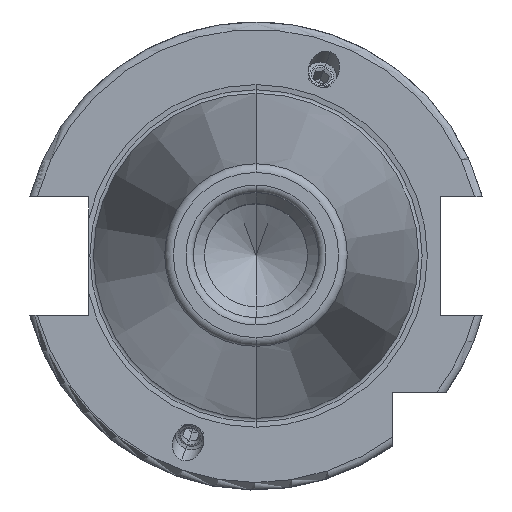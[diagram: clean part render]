
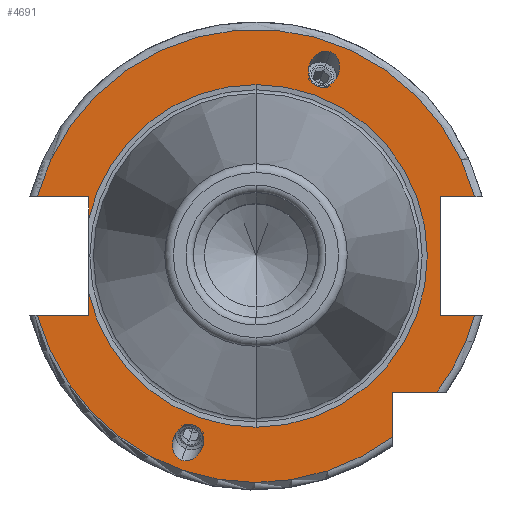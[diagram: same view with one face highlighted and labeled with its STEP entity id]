
A CAD part, top view. The second image highlights one B-rep face of the part: STEP entity #4691.
In plain terms, the highlighted planar face has unit normal (0, 0, 1).
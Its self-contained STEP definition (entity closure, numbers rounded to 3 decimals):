
#301=CARTESIAN_POINT('',(0,0,18.1));
#302=DIRECTION('',(0,0,1));
#303=DIRECTION('',(0,1,0));
#304=AXIS2_PLACEMENT_3D('',#301,#302,#303);
#314=CARTESIAN_POINT('',(0,0,18.1));
#315=DIRECTION('',(0,0,1));
#316=DIRECTION('',(-0.976,-0.22,0));
#317=AXIS2_PLACEMENT_3D('',#314,#315,#316);
#1325=CARTESIAN_POINT('',(0,0,18.1));
#1326=DIRECTION('',(0,0,1));
#1327=DIRECTION('',(0.965,0.262,0));
#1328=AXIS2_PLACEMENT_3D('',#1325,#1326,#1327);
#1376=CARTESIAN_POINT('',(0,0,18.1));
#1377=DIRECTION('',(0,0,1));
#1378=DIRECTION('',(-0.965,-0.262,0));
#1379=AXIS2_PLACEMENT_3D('',#1376,#1377,#1378);
#1392=DIRECTION('',(1,0,0));
#1393=VECTOR('',#1392,7.004);
#1394=CARTESIAN_POINT('',(-29.704,-8.05,18.1));
#1395=LINE('',#1394,#1393);
#1396=DIRECTION('',(0,1,0));
#1397=VECTOR('',#1396,2.939);
#1398=CARTESIAN_POINT('',(-22.7,-8.05,18.1));
#1399=LINE('',#1398,#1397);
#1400=DIRECTION('',(0,1,0));
#1401=VECTOR('',#1400,2.939);
#1402=CARTESIAN_POINT('',(-22.7,5.111,18.1));
#1403=LINE('',#1402,#1401);
#1404=DIRECTION('',(1,0,0));
#1405=VECTOR('',#1404,7.004);
#1406=CARTESIAN_POINT('',(-29.704,8.05,18.1));
#1407=LINE('',#1406,#1405);
#1408=DIRECTION('',(-1,0,0));
#1409=VECTOR('',#1408,4.704);
#1410=CARTESIAN_POINT('',(29.704,8.05,18.1));
#1411=LINE('',#1410,#1409);
#1412=DIRECTION('',(0,-1,0));
#1413=VECTOR('',#1412,16.1);
#1414=CARTESIAN_POINT('',(25,8.05,18.1));
#1415=LINE('',#1414,#1413);
#1416=DIRECTION('',(-1,0,0));
#1417=VECTOR('',#1416,4.704);
#1418=CARTESIAN_POINT('',(29.704,-8.05,18.1));
#1419=LINE('',#1418,#1417);
#1420=CARTESIAN_POINT('',(0,0,18.1));
#1421=DIRECTION('',(0,0,1));
#1422=DIRECTION('',(0.799,-0.601,0));
#1423=AXIS2_PLACEMENT_3D('',#1420,#1421,#1422);
#1425=DIRECTION('',(-1,0,0));
#1426=VECTOR('',#1425,6.094);
#1427=CARTESIAN_POINT('',(24.594,-18.5,18.1));
#1428=LINE('',#1427,#1426);
#1429=DIRECTION('',(0,1,0));
#1430=VECTOR('',#1429,6.094);
#1431=CARTESIAN_POINT('',(18.5,-24.594,18.1));
#1432=LINE('',#1431,#1430);
#1433=CARTESIAN_POINT('',(8.379,23.02,18.1));
#1434=CARTESIAN_POINT('',(8.152,23.103,18.1));
#1435=CARTESIAN_POINT('',(7.698,23.381,18.1));
#1436=CARTESIAN_POINT('',(7.208,24.17,18.1));
#1437=CARTESIAN_POINT('',(7.094,25.,18.1));
#1438=CARTESIAN_POINT('',(7.174,25.641,18.1));
#1439=CARTESIAN_POINT('',(7.298,26.077,18.1));
#1440=CARTESIAN_POINT('',(7.483,26.49,18.1));
#1441=CARTESIAN_POINT('',(7.834,27.033,18.1));
#1442=CARTESIAN_POINT('',(8.455,27.594,18.1));
#1443=CARTESIAN_POINT('',(9.337,27.884,18.1));
#1444=CARTESIAN_POINT('',(9.863,27.806,18.1));
#1445=CARTESIAN_POINT('',(10.09,27.723,18.1));
#1447=CARTESIAN_POINT('',(10.09,27.723,18.1));
#1448=CARTESIAN_POINT('',(10.318,27.641,18.1));
#1449=CARTESIAN_POINT('',(10.771,27.362,18.1));
#1450=CARTESIAN_POINT('',(11.261,26.573,18.1));
#1451=CARTESIAN_POINT('',(11.375,25.744,18.1));
#1452=CARTESIAN_POINT('',(11.295,25.103,18.1));
#1453=CARTESIAN_POINT('',(11.171,24.667,18.1));
#1454=CARTESIAN_POINT('',(10.986,24.253,18.1));
#1455=CARTESIAN_POINT('',(10.635,23.711,18.1));
#1456=CARTESIAN_POINT('',(10.014,23.149,18.1));
#1457=CARTESIAN_POINT('',(9.133,22.859,18.1));
#1458=CARTESIAN_POINT('',(8.606,22.937,18.1));
#1459=CARTESIAN_POINT('',(8.379,23.02,18.1));
#1461=CARTESIAN_POINT('',(-8.379,-23.02,18.1));
#1462=CARTESIAN_POINT('',(-8.606,-22.937,18.1));
#1463=CARTESIAN_POINT('',(-9.133,-22.859,18.1));
#1464=CARTESIAN_POINT('',(-10.014,-23.149,18.1));
#1465=CARTESIAN_POINT('',(-10.635,-23.711,18.1));
#1466=CARTESIAN_POINT('',(-10.986,-24.253,18.1));
#1467=CARTESIAN_POINT('',(-11.171,-24.667,18.1));
#1468=CARTESIAN_POINT('',(-11.295,-25.103,18.1));
#1469=CARTESIAN_POINT('',(-11.375,-25.744,18.1));
#1470=CARTESIAN_POINT('',(-11.261,-26.573,18.1));
#1471=CARTESIAN_POINT('',(-10.771,-27.362,18.1));
#1472=CARTESIAN_POINT('',(-10.318,-27.641,18.1));
#1473=CARTESIAN_POINT('',(-10.09,-27.723,18.1));
#1475=CARTESIAN_POINT('',(-10.09,-27.723,18.1));
#1476=CARTESIAN_POINT('',(-9.863,-27.806,18.1));
#1477=CARTESIAN_POINT('',(-9.337,-27.884,18.1));
#1478=CARTESIAN_POINT('',(-8.455,-27.594,18.1));
#1479=CARTESIAN_POINT('',(-7.834,-27.033,18.1));
#1480=CARTESIAN_POINT('',(-7.483,-26.49,18.1));
#1481=CARTESIAN_POINT('',(-7.298,-26.077,18.1));
#1482=CARTESIAN_POINT('',(-7.174,-25.641,18.1));
#1483=CARTESIAN_POINT('',(-7.094,-25.,18.1));
#1484=CARTESIAN_POINT('',(-7.208,-24.17,18.1));
#1485=CARTESIAN_POINT('',(-7.698,-23.381,18.1));
#1486=CARTESIAN_POINT('',(-8.152,-23.103,18.1));
#1487=CARTESIAN_POINT('',(-8.379,-23.02,18.1));
#1489=CARTESIAN_POINT('',(0,0,18.1));
#1490=DIRECTION('',(0,0,-1));
#1491=DIRECTION('',(0,1,0));
#1492=AXIS2_PLACEMENT_3D('',#1489,#1490,#1491);
#2755=CARTESIAN_POINT('',(-29.704,-8.05,18.1));
#2756=CARTESIAN_POINT('',(-22.7,-8.05,18.1));
#2757=VERTEX_POINT('',#2755);
#2758=VERTEX_POINT('',#2756);
#2759=CARTESIAN_POINT('',(-22.7,-5.111,18.1));
#2760=VERTEX_POINT('',#2759);
#2761=CARTESIAN_POINT('',(-22.7,5.111,18.1));
#2762=CARTESIAN_POINT('',(-22.7,8.05,18.1));
#2763=VERTEX_POINT('',#2761);
#2764=VERTEX_POINT('',#2762);
#2765=CARTESIAN_POINT('',(-29.704,8.05,18.1));
#2766=VERTEX_POINT('',#2765);
#2767=CARTESIAN_POINT('',(25,8.05,18.1));
#2768=CARTESIAN_POINT('',(25,-8.05,18.1));
#2769=VERTEX_POINT('',#2767);
#2770=VERTEX_POINT('',#2768);
#2771=CARTESIAN_POINT('',(29.704,-8.05,18.1));
#2772=VERTEX_POINT('',#2771);
#2773=CARTESIAN_POINT('',(29.704,8.05,18.1));
#2774=VERTEX_POINT('',#2773);
#2775=CARTESIAN_POINT('',(18.5,-24.594,18.1));
#2776=CARTESIAN_POINT('',(18.5,-18.5,18.1));
#2777=VERTEX_POINT('',#2775);
#2778=VERTEX_POINT('',#2776);
#2779=CARTESIAN_POINT('',(24.594,-18.5,18.1));
#2780=VERTEX_POINT('',#2779);
#2827=CARTESIAN_POINT('',(0,23.268,18.1));
#2828=VERTEX_POINT('',#2827);
#2829=CARTESIAN_POINT('',(0,-23.268,18.1));
#2830=VERTEX_POINT('',#2829);
#2871=CARTESIAN_POINT('',(8.379,23.02,18.1));
#2873=VERTEX_POINT('',#2871);
#2879=VERTEX_POINT('',#1445);
#2900=CARTESIAN_POINT('',(-8.379,-23.02,18.1));
#2902=VERTEX_POINT('',#2900);
#2908=CARTESIAN_POINT('',(-10.09,-27.723,18.1));
#2909=VERTEX_POINT('',#2908);
#4653=CARTESIAN_POINT('',(0,0,18.1));
#4654=DIRECTION('',(0,0,-1));
#4655=DIRECTION('',(0,-1,0));
#4656=AXIS2_PLACEMENT_3D('',#4653,#4654,#4655);
#4657=PLANE('',#4656);
#4658=ORIENTED_EDGE('',*,*,#4171,.T.);
#4659=ORIENTED_EDGE('',*,*,#3499,.T.);
#4660=ORIENTED_EDGE('',*,*,#3476,.T.);
#4662=ORIENTED_EDGE('',*,*,#4661,.F.);
#4663=ORIENTED_EDGE('',*,*,#3469,.T.);
#4664=ORIENTED_EDGE('',*,*,#3496,.T.);
#4665=ORIENTED_EDGE('',*,*,#4583,.F.);
#4666=ORIENTED_EDGE('',*,*,#4630,.F.);
#4668=ORIENTED_EDGE('',*,*,#4667,.T.);
#4670=ORIENTED_EDGE('',*,*,#4669,.T.);
#4671=ORIENTED_EDGE('',*,*,#4241,.F.);
#4672=ORIENTED_EDGE('',*,*,#4620,.F.);
#4673=ORIENTED_EDGE('',*,*,#4525,.T.);
#4675=ORIENTED_EDGE('',*,*,#4674,.F.);
#4676=ORIENTED_EDGE('',*,*,#4646,.F.);
#4677=EDGE_LOOP('',(#4658,#4659,#4660,#4662,#4663,#4664,#4665,#4666,#4668,#4670,
#4671,#4672,#4673,#4675,#4676));
#4678=FACE_OUTER_BOUND('',#4677,.F.);
#4680=ORIENTED_EDGE('',*,*,#4679,.F.);
#4682=ORIENTED_EDGE('',*,*,#4681,.F.);
#4683=EDGE_LOOP('',(#4680,#4682));
#4684=FACE_BOUND('',#4683,.F.);
#4686=ORIENTED_EDGE('',*,*,#4685,.T.);
#4688=ORIENTED_EDGE('',*,*,#4687,.T.);
#4689=EDGE_LOOP('',(#4686,#4688));
#4690=FACE_BOUND('',#4689,.F.);
#4691=ADVANCED_FACE('',(#4678,#4684,#4690),#4657,.F.);
#305=CIRCLE('',#304,23.268);
#318=CIRCLE('',#317,23.268);
#1329=CIRCLE('',#1328,30.775);
#1380=CIRCLE('',#1379,30.775);
#1424=CIRCLE('',#1423,30.775);
#1446=B_SPLINE_CURVE_WITH_KNOTS('',3,(#1433,#1434,#1435,#1436,#1437,#1438,#1439,
#1440,#1441,#1442,#1443,#1444,#1445),.UNSPECIFIED.,.F.,.F.,(4,1,1,1,1,1,1,1,1,1,
4),(0,0.125,0.25,0.375,0.438,0.5,0.563,0.625,0.75,0.875,
1.0),.UNSPECIFIED.);
#1460=B_SPLINE_CURVE_WITH_KNOTS('',3,(#1447,#1448,#1449,#1450,#1451,#1452,#1453,
#1454,#1455,#1456,#1457,#1458,#1459),.UNSPECIFIED.,.F.,.F.,(4,1,1,1,1,1,1,1,1,1,
4),(0,0.125,0.25,0.375,0.438,0.5,0.563,0.625,0.75,0.875,
1.0),.UNSPECIFIED.);
#1474=B_SPLINE_CURVE_WITH_KNOTS('',3,(#1461,#1462,#1463,#1464,#1465,#1466,#1467,
#1468,#1469,#1470,#1471,#1472,#1473),.UNSPECIFIED.,.F.,.F.,(4,1,1,1,1,1,1,1,1,1,
4),(0,0.125,0.25,0.375,0.438,0.5,0.563,0.625,0.75,0.875,
1.0),.UNSPECIFIED.);
#1488=B_SPLINE_CURVE_WITH_KNOTS('',3,(#1475,#1476,#1477,#1478,#1479,#1480,#1481,
#1482,#1483,#1484,#1485,#1486,#1487),.UNSPECIFIED.,.F.,.F.,(4,1,1,1,1,1,1,1,1,1,
4),(0,0.125,0.25,0.375,0.438,0.5,0.563,0.625,0.75,0.875,
1.0),.UNSPECIFIED.);
#1493=CIRCLE('',#1492,23.268);
#3469=EDGE_CURVE('',#2828,#2763,#305,.T.);
#3476=EDGE_CURVE('',#2760,#2830,#318,.T.);
#3496=EDGE_CURVE('',#2763,#2764,#1403,.T.);
#3499=EDGE_CURVE('',#2758,#2760,#1399,.T.);
#4171=EDGE_CURVE('',#2757,#2758,#1395,.T.);
#4241=EDGE_CURVE('',#2772,#2770,#1419,.T.);
#4525=EDGE_CURVE('',#2780,#2778,#1428,.T.);
#4583=EDGE_CURVE('',#2766,#2764,#1407,.T.);
#4620=EDGE_CURVE('',#2780,#2772,#1424,.T.);
#4630=EDGE_CURVE('',#2774,#2766,#1329,.T.);
#4646=EDGE_CURVE('',#2757,#2777,#1380,.T.);
#4661=EDGE_CURVE('',#2828,#2830,#1493,.T.);
#4667=EDGE_CURVE('',#2774,#2769,#1411,.T.);
#4669=EDGE_CURVE('',#2769,#2770,#1415,.T.);
#4674=EDGE_CURVE('',#2777,#2778,#1432,.T.);
#4679=EDGE_CURVE('',#2873,#2879,#1446,.T.);
#4681=EDGE_CURVE('',#2879,#2873,#1460,.T.);
#4685=EDGE_CURVE('',#2902,#2909,#1474,.T.);
#4687=EDGE_CURVE('',#2909,#2902,#1488,.T.);
